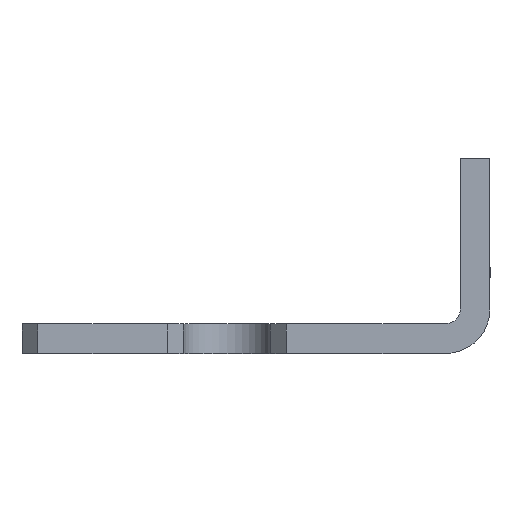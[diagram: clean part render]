
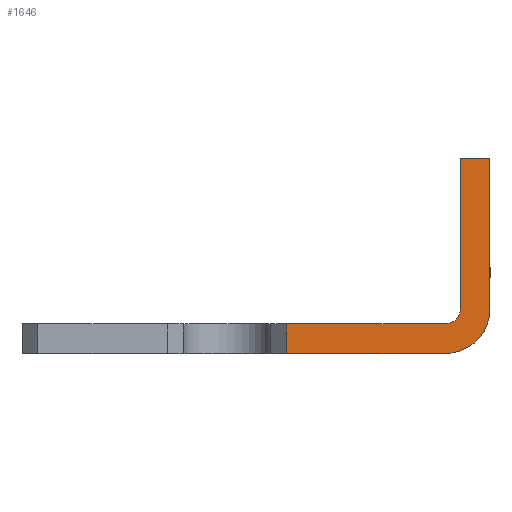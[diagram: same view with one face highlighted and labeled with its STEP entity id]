
A CAD part, left-side view. The second image highlights one B-rep face of the part: STEP entity #1646.
In plain terms, the highlighted planar face has unit normal (-1, 0, 0).
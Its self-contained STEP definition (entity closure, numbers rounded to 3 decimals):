
#21=PLANE('',#1761);
#88=LINE('',#2450,#231);
#89=LINE('',#2453,#232);
#90=LINE('',#2455,#233);
#91=LINE('',#2459,#234);
#92=LINE('',#2461,#235);
#93=LINE('',#2463,#236);
#231=VECTOR('',#1968,1000.);
#232=VECTOR('',#1969,1000.);
#233=VECTOR('',#1970,1000.);
#234=VECTOR('',#1973,1000.);
#235=VECTOR('',#1974,1000.);
#236=VECTOR('',#1975,1000.);
#388=ORIENTED_EDGE('',*,*,#826,.F.);
#389=ORIENTED_EDGE('',*,*,#827,.T.);
#390=ORIENTED_EDGE('',*,*,#828,.T.);
#391=ORIENTED_EDGE('',*,*,#829,.T.);
#392=ORIENTED_EDGE('',*,*,#830,.F.);
#393=ORIENTED_EDGE('',*,*,#831,.T.);
#394=ORIENTED_EDGE('',*,*,#832,.T.);
#395=ORIENTED_EDGE('',*,*,#833,.F.);
#826=EDGE_CURVE('',#1045,#1046,#88,.T.);
#827=EDGE_CURVE('',#1045,#1047,#89,.T.);
#828=EDGE_CURVE('',#1047,#1048,#90,.T.);
#829=EDGE_CURVE('',#1048,#1049,#1189,.T.);
#830=EDGE_CURVE('',#1050,#1049,#91,.T.);
#831=EDGE_CURVE('',#1050,#1051,#92,.T.);
#832=EDGE_CURVE('',#1051,#1052,#93,.T.);
#833=EDGE_CURVE('',#1046,#1052,#1190,.T.);
#1045=VERTEX_POINT('',#2451);
#1046=VERTEX_POINT('',#2452);
#1047=VERTEX_POINT('',#2454);
#1048=VERTEX_POINT('',#2456);
#1049=VERTEX_POINT('',#2458);
#1050=VERTEX_POINT('',#2460);
#1051=VERTEX_POINT('',#2462);
#1052=VERTEX_POINT('',#2464);
#1189=CIRCLE('',#1762,3.632);
#1190=CIRCLE('',#1763,1.219);
#1258=EDGE_LOOP('',(#388,#389,#390,#391,#392,#393,#394,#395));
#1433=FACE_BOUND('',#1258,.T.);
#1646=ADVANCED_FACE('',(#1433),#21,.F.);
#1761=AXIS2_PLACEMENT_3D('',#2449,#1966,#1967);
#1762=AXIS2_PLACEMENT_3D('',#2457,#1971,#1972);
#1763=AXIS2_PLACEMENT_3D('',#2465,#1976,#1977);
#1966=DIRECTION('',(1.,0.,0.));
#1967=DIRECTION('',(0.,0.,-1.));
#1968=DIRECTION('',(0.,-1.,0.));
#1969=DIRECTION('',(0.,0.,-1.));
#1970=DIRECTION('',(0.,-1.,0.));
#1971=DIRECTION('',(-1.,0.,0.));
#1972=DIRECTION('',(0.,0.,1.));
#1973=DIRECTION('',(0.,0.,-1.));
#1974=DIRECTION('',(0.,1.,0.));
#1975=DIRECTION('',(0.,0.,-1.));
#1976=DIRECTION('',(-1.,0.,0.));
#1977=DIRECTION('',(0.,-1.,0.));
#2449=CARTESIAN_POINT('',(-133.35,19.05,2.413));
#2450=CARTESIAN_POINT('',(-133.35,19.05,2.413));
#2451=CARTESIAN_POINT('',(-133.35,-2.477,2.413));
#2452=CARTESIAN_POINT('',(-133.35,-15.418,2.413));
#2453=CARTESIAN_POINT('',(-133.35,-2.477,2.413));
#2454=CARTESIAN_POINT('',(-133.35,-2.477,0.));
#2455=CARTESIAN_POINT('',(-133.35,19.05,0.));
#2456=CARTESIAN_POINT('',(-133.35,-15.418,0.));
#2457=CARTESIAN_POINT('',(-133.35,-15.418,3.632));
#2458=CARTESIAN_POINT('',(-133.35,-19.05,3.632));
#2459=CARTESIAN_POINT('',(-133.35,-19.05,2.171));
#2460=CARTESIAN_POINT('',(-133.35,-19.05,15.875));
#2461=CARTESIAN_POINT('',(-133.35,-19.05,15.875));
#2462=CARTESIAN_POINT('',(-133.35,-16.637,15.875));
#2463=CARTESIAN_POINT('',(-133.35,-16.637,2.171));
#2464=CARTESIAN_POINT('',(-133.35,-16.637,3.632));
#2465=CARTESIAN_POINT('',(-133.35,-15.418,3.632));
